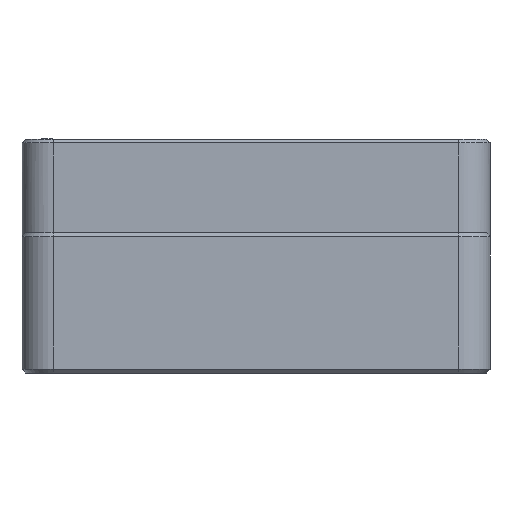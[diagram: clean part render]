
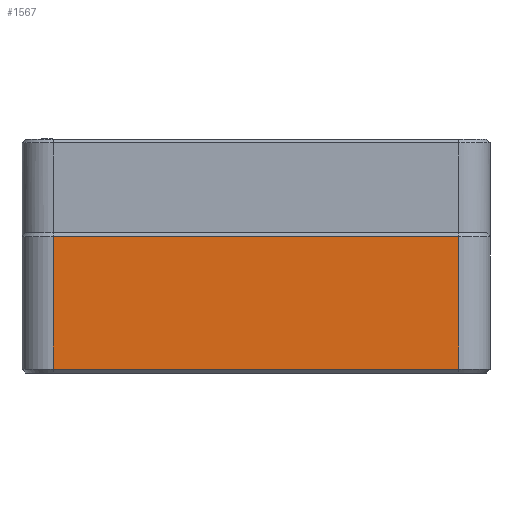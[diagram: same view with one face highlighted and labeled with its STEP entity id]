
A CAD part, front view. The second image highlights one B-rep face of the part: STEP entity #1567.
In plain terms, the highlighted planar face has unit normal (0, -1, 0).
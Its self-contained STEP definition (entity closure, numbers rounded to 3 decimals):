
#102=PLANE('',#1763);
#195=FACE_OUTER_BOUND('',#316,.T.);
#316=EDGE_LOOP('',(#1399,#1400,#1401,#1402));
#535=LINE('',#2812,#654);
#540=LINE('',#2826,#659);
#541=LINE('',#2830,#660);
#542=LINE('',#2831,#661);
#654=VECTOR('',#2202,10.);
#659=VECTOR('',#2223,10.);
#660=VECTOR('',#2228,10.);
#661=VECTOR('',#2229,10.);
#796=VERTEX_POINT('',#2806);
#797=VERTEX_POINT('',#2810);
#798=VERTEX_POINT('',#2825);
#799=VERTEX_POINT('',#2829);
#999=EDGE_CURVE('',#796,#797,#535,.T.);
#1006=EDGE_CURVE('',#797,#798,#540,.T.);
#1008=EDGE_CURVE('',#799,#796,#541,.T.);
#1009=EDGE_CURVE('',#798,#799,#542,.T.);
#1399=ORIENTED_EDGE('',*,*,#999,.F.);
#1400=ORIENTED_EDGE('',*,*,#1008,.F.);
#1401=ORIENTED_EDGE('',*,*,#1009,.F.);
#1402=ORIENTED_EDGE('',*,*,#1006,.F.);
#1567=ADVANCED_FACE('',(#195),#102,.T.);
#1763=AXIS2_PLACEMENT_3D('',#2828,#2226,#2227);
#2202=DIRECTION('',(-1.,0.,0.));
#2223=DIRECTION('',(0.,0.,1.));
#2226=DIRECTION('center_axis',(0.,-1.,0.));
#2227=DIRECTION('ref_axis',(-1.,0.,0.));
#2228=DIRECTION('',(0.,0.,-1.));
#2229=DIRECTION('',(1.,0.,0.));
#2806=CARTESIAN_POINT('',(-109.68,-328.025,6.369));
#2810=CARTESIAN_POINT('',(-161.68,-328.025,6.369));
#2812=CARTESIAN_POINT('',(-120.68,-328.025,6.369));
#2825=CARTESIAN_POINT('',(-161.68,-328.025,23.369));
#2826=CARTESIAN_POINT('',(-161.68,-328.025,35.869));
#2828=CARTESIAN_POINT('Origin',(-105.68,-328.025,35.869));
#2829=CARTESIAN_POINT('',(-109.68,-328.025,23.369));
#2830=CARTESIAN_POINT('',(-109.68,-328.025,35.869));
#2831=CARTESIAN_POINT('',(-120.68,-328.025,23.369));
